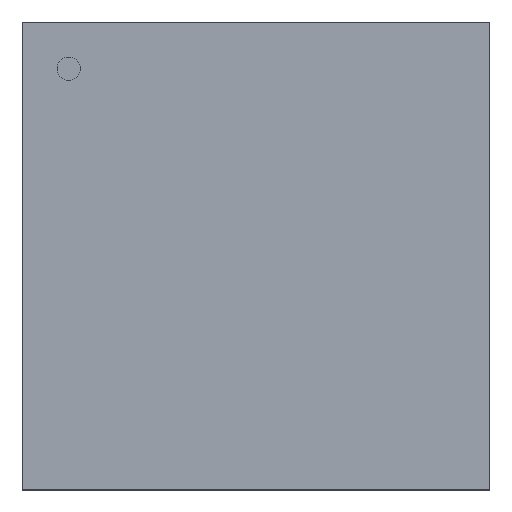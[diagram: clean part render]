
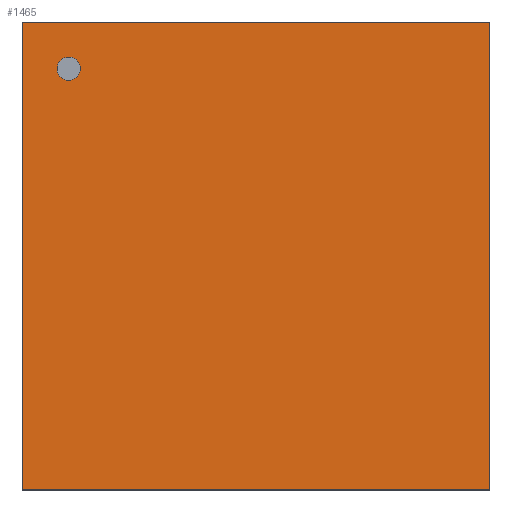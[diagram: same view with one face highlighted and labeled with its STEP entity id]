
A CAD part, top view. The second image highlights one B-rep face of the part: STEP entity #1465.
In plain terms, the highlighted planar face has unit normal (0, 0, 1).
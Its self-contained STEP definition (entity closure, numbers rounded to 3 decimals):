
#1241=CARTESIAN_POINT('',(4.051,-4.051,1.194));
#1240=VERTEX_POINT('',#1241);
#1251=CARTESIAN_POINT('',(-4.051,-4.051,1.194));
#1250=VERTEX_POINT('',#1251);
#1249=EDGE_CURVE('',#1250,#1240,#1254,.T.);
#1254=LINE('',#1251,#1256);
#1256=VECTOR('',#1257,8.103);
#1257=DIRECTION('',(1.0,0.0,0.0));
#1290=CARTESIAN_POINT('',(4.051,4.051,1.194));
#1289=VERTEX_POINT('',#1290);
#1298=EDGE_CURVE('',#1240,#1289,#1303,.T.);
#1303=LINE('',#1241,#1305);
#1305=VECTOR('',#1306,8.103);
#1306=DIRECTION('',(0.0,1.0,0.0));
#1339=CARTESIAN_POINT('',(-4.051,4.051,1.194));
#1338=VERTEX_POINT('',#1339);
#1347=EDGE_CURVE('',#1289,#1338,#1352,.T.);
#1352=LINE('',#1290,#1354);
#1354=VECTOR('',#1355,8.103);
#1355=DIRECTION('',(-1.0,0.0,0.0));
#1396=EDGE_CURVE('',#1338,#1250,#1401,.T.);
#1401=LINE('',#1339,#1403);
#1403=VECTOR('',#1404,8.103);
#1404=DIRECTION('',(0.0,-1.0,0.0));
#1465=ADVANCED_FACE('',(#1471),#1466,.T.);
#1466=PLANE('',#1467);
#1467=AXIS2_PLACEMENT_3D('',#1468,#1469,#1470);
#1468=CARTESIAN_POINT('',(-4.051,-4.051,1.194));
#1469=DIRECTION('',(0.0,0.0,1.0));
#1470=DIRECTION('',(0.,1.,0.));
#1471=FACE_OUTER_BOUND('',#1472,.T.);
#1472=EDGE_LOOP('',(#1473,#1483,#1493,#1503));
#1473=ORIENTED_EDGE('',*,*,#1249,.T.);
#1483=ORIENTED_EDGE('',*,*,#1298,.T.);
#1493=ORIENTED_EDGE('',*,*,#1347,.T.);
#1503=ORIENTED_EDGE('',*,*,#1396,.T.);
